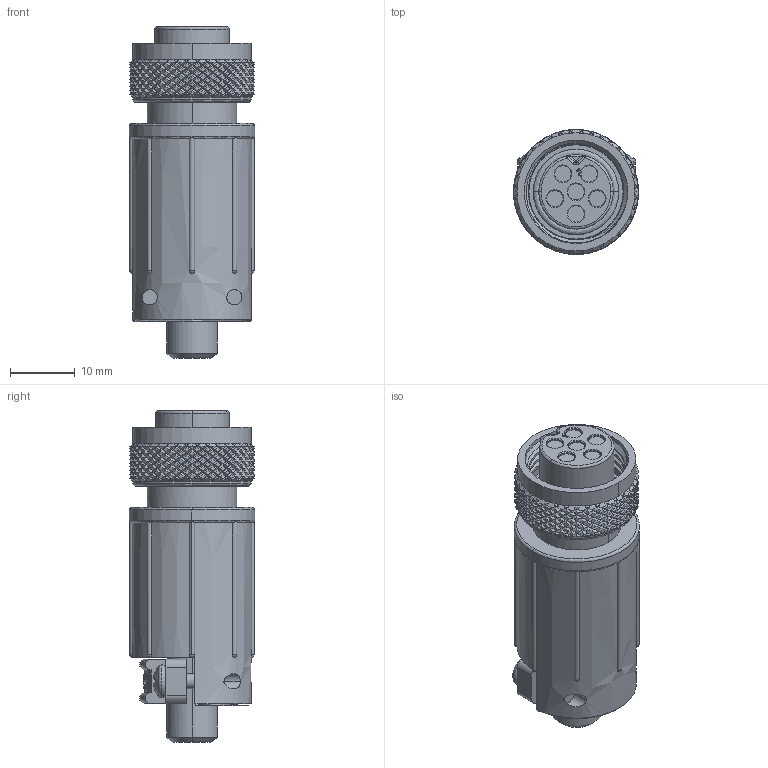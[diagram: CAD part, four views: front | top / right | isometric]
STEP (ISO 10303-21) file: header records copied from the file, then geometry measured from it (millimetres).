
FILE_DESCRIPTION (( 'STEP AP203' ), '1' );
FILE_NAME ('SF6382-6SG-520.STEP', '2015-10-28T16:42:27', ( '' ), ( '' ), 'SwSTEP 2.0', 'SolidWorks 2014', '' );
FILE_SCHEMA (( 'CONFIG_CONTROL_DESIGN' ));
Products named in the file (2): SF6382-6SG-520
Bounding box: 19.38 x 19.38 x 51.38 mm (x, y, z)
Volume: 10560.3 mm3; surface area: 5371.2 mm2
Topology: 1 solids, 1 shells, 2241 faces, 4792 edges, 2565 vertices
Faces by surface type: bspline 1647, cylinder 452, plane 113, cone 29
Entity records: 112297 total; most frequent: CARTESIAN_POINT 80522, ORIENTED_EDGE 9556, EDGE_CURVE 4778, DIRECTION 2806, VERTEX_POINT 2565, EDGE_LOOP 2271, ADVANCED_FACE 2241, FACE_OUTER_BOUND 2241
